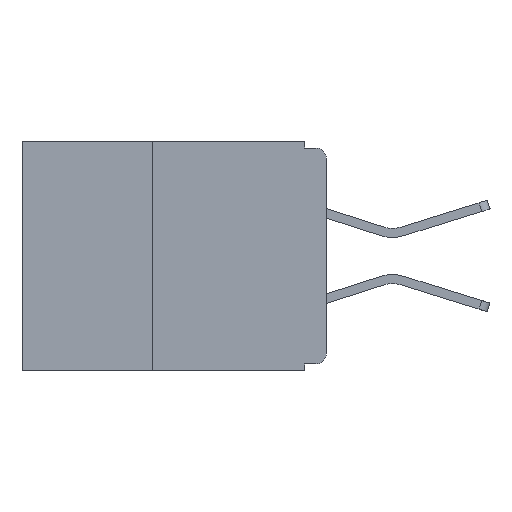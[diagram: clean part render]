
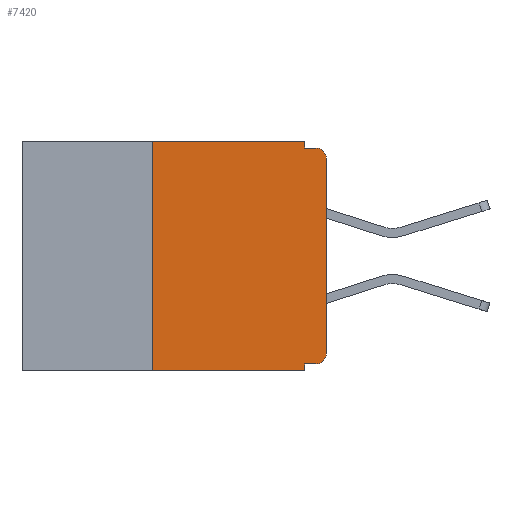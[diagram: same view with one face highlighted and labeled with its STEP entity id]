
A CAD part, left-side view. The second image highlights one B-rep face of the part: STEP entity #7420.
In plain terms, the highlighted planar face has unit normal (-1, 0, 0).
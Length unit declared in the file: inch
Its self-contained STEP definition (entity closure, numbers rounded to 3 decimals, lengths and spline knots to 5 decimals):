
#224 = VECTOR ( 'NONE', #6740, 39.37008 ) ;
#457 = LINE ( 'NONE', #9560, #17644 ) ;
#1007 = CARTESIAN_POINT ( 'NONE',  ( 0., 0.015, -0.305 ) ) ;
#1199 = DIRECTION ( 'NONE',  ( -1., 0., 0. ) ) ;
#1241 = AXIS2_PLACEMENT_3D ( 'NONE', #10975, #1199, #12559 ) ;
#1265 = EDGE_LOOP ( 'NONE', ( #11762, #20156, #12744, #4663, #6169, #19445, #11517, #20411, #16733, #5930 ) ) ;
#1296 = VERTEX_POINT ( 'NONE', #17639 ) ;
#1299 = VERTEX_POINT ( 'NONE', #3993 ) ;
#1645 = CIRCLE ( 'NONE', #12320, 0.015 ) ;
#2385 = LINE ( 'NONE', #20691, #19489 ) ;
#2551 = FACE_OUTER_BOUND ( 'NONE', #1265, .T. ) ;
#2648 = DIRECTION ( 'NONE',  ( 0., 0., -1. ) ) ;
#3316 = CARTESIAN_POINT ( 'NONE',  ( 0., 0., -0.01 ) ) ;
#3339 = CARTESIAN_POINT ( 'NONE',  ( 0., 0., -0.025 ) ) ;
#3993 = CARTESIAN_POINT ( 'NONE',  ( 0., 0.031, -0.33 ) ) ;
#4484 = CARTESIAN_POINT ( 'NONE',  ( 0., 0.031, 0. ) ) ;
#4577 = DIRECTION ( 'NONE',  ( 1., 0., 0. ) ) ;
#4589 = LINE ( 'NONE', #16353, #224 ) ;
#4663 = ORIENTED_EDGE ( 'NONE', *, *, #4927, .F. ) ;
#4927 = EDGE_CURVE ( 'NONE', #7990, #20554, #12995, .T. ) ;
#4949 = DIRECTION ( 'NONE',  ( 0., 1., 0. ) ) ;
#4996 = CARTESIAN_POINT ( 'NONE',  ( 0., 0.031, -0.32 ) ) ;
#5063 = LINE ( 'NONE', #11393, #13109 ) ;
#5125 = CARTESIAN_POINT ( 'NONE',  ( 0., 0.031, -0.33 ) ) ;
#5703 = VERTEX_POINT ( 'NONE', #11672 ) ;
#5722 = VERTEX_POINT ( 'NONE', #18052 ) ;
#5930 = ORIENTED_EDGE ( 'NONE', *, *, #16750, .T. ) ;
#6169 = ORIENTED_EDGE ( 'NONE', *, *, #17354, .F. ) ;
#6251 = CARTESIAN_POINT ( 'NONE',  ( 0., 0.25, -0.33 ) ) ;
#6272 = VERTEX_POINT ( 'NONE', #4996 ) ;
#6712 = AXIS2_PLACEMENT_3D ( 'NONE', #12633, #4577, #15813 ) ;
#6740 = DIRECTION ( 'NONE',  ( 0., 0., 1. ) ) ;
#7208 = CARTESIAN_POINT ( 'NONE',  ( 0., 0., -0.305 ) ) ;
#7380 = EDGE_CURVE ( 'NONE', #7481, #5703, #15939, .T. ) ;
#7420 = ADVANCED_FACE ( 'NONE', ( #2551 ), #18957, .F. ) ;
#7481 = VERTEX_POINT ( 'NONE', #3339 ) ;
#7747 = VERTEX_POINT ( 'NONE', #7208 ) ;
#7990 = VERTEX_POINT ( 'NONE', #4484 ) ;
#8031 = VERTEX_POINT ( 'NONE', #6251 ) ;
#8217 = EDGE_CURVE ( 'NONE', #8031, #1296, #4589, .T. ) ;
#8787 = VECTOR ( 'NONE', #9359, 39.37008 ) ;
#9359 = DIRECTION ( 'NONE',  ( 0., 0., -1. ) ) ;
#9560 = CARTESIAN_POINT ( 'NONE',  ( 0., 0., 0. ) ) ;
#9585 = EDGE_CURVE ( 'NONE', #5722, #6272, #5063, .T. ) ;
#10013 = DIRECTION ( 'NONE',  ( 0., 0., -1. ) ) ;
#10116 = EDGE_CURVE ( 'NONE', #20554, #5703, #15110, .T. ) ;
#10975 = CARTESIAN_POINT ( 'NONE',  ( 0., 0.015, -0.025 ) ) ;
#11052 = CARTESIAN_POINT ( 'NONE',  ( 0., 0.031, 0. ) ) ;
#11164 = VECTOR ( 'NONE', #10013, 39.37008 ) ;
#11244 = DIRECTION ( 'NONE',  ( 0., -1., 0. ) ) ;
#11393 = CARTESIAN_POINT ( 'NONE',  ( 0., 0., -0.32 ) ) ;
#11405 = VECTOR ( 'NONE', #13023, 39.37008 ) ;
#11517 = ORIENTED_EDGE ( 'NONE', *, *, #14731, .T. ) ;
#11672 = CARTESIAN_POINT ( 'NONE',  ( 0., 0.015, -0.01 ) ) ;
#11762 = ORIENTED_EDGE ( 'NONE', *, *, #19748, .T. ) ;
#12320 = AXIS2_PLACEMENT_3D ( 'NONE', #1007, #12382, #2648 ) ;
#12382 = DIRECTION ( 'NONE',  ( -1., 0., 0. ) ) ;
#12559 = DIRECTION ( 'NONE',  ( 0., 0., -1. ) ) ;
#12633 = CARTESIAN_POINT ( 'NONE',  ( 0., 0.437, 0. ) ) ;
#12744 = ORIENTED_EDGE ( 'NONE', *, *, #10116, .F. ) ;
#12995 = LINE ( 'NONE', #11052, #8787 ) ;
#13023 = DIRECTION ( 'NONE',  ( 0., -1., 0. ) ) ;
#13109 = VECTOR ( 'NONE', #4949, 39.37008 ) ;
#13760 = DIRECTION ( 'NONE',  ( 0., -1., 0. ) ) ;
#14080 = VECTOR ( 'NONE', #13760, 39.37008 ) ;
#14731 = EDGE_CURVE ( 'NONE', #8031, #1299, #18352, .T. ) ;
#15110 = LINE ( 'NONE', #3316, #11405 ) ;
#15136 = EDGE_CURVE ( 'NONE', #6272, #1299, #15364, .T. ) ;
#15364 = LINE ( 'NONE', #5125, #11164 ) ;
#15813 = DIRECTION ( 'NONE',  ( 0., 0., -1. ) ) ;
#15939 = CIRCLE ( 'NONE', #1241, 0.015 ) ;
#16353 = CARTESIAN_POINT ( 'NONE',  ( 0., 0.25, -0.33 ) ) ;
#16733 = ORIENTED_EDGE ( 'NONE', *, *, #9585, .F. ) ;
#16750 = EDGE_CURVE ( 'NONE', #5722, #7747, #1645, .T. ) ;
#17158 = CARTESIAN_POINT ( 'NONE',  ( 0., 0.031, -0.01 ) ) ;
#17354 = EDGE_CURVE ( 'NONE', #1296, #7990, #2385, .T. ) ;
#17639 = CARTESIAN_POINT ( 'NONE',  ( 0., 0.25, 0. ) ) ;
#17644 = VECTOR ( 'NONE', #19061, 39.37008 ) ;
#18052 = CARTESIAN_POINT ( 'NONE',  ( 0., 0.015, -0.32 ) ) ;
#18352 = LINE ( 'NONE', #20066, #14080 ) ;
#18957 = PLANE ( 'NONE',  #6712 ) ;
#19061 = DIRECTION ( 'NONE',  ( 0., 0., 1. ) ) ;
#19445 = ORIENTED_EDGE ( 'NONE', *, *, #8217, .F. ) ;
#19489 = VECTOR ( 'NONE', #11244, 39.37008 ) ;
#19748 = EDGE_CURVE ( 'NONE', #7747, #7481, #457, .T. ) ;
#20066 = CARTESIAN_POINT ( 'NONE',  ( 0., 0.437, -0.33 ) ) ;
#20156 = ORIENTED_EDGE ( 'NONE', *, *, #7380, .T. ) ;
#20411 = ORIENTED_EDGE ( 'NONE', *, *, #15136, .F. ) ;
#20554 = VERTEX_POINT ( 'NONE', #17158 ) ;
#20691 = CARTESIAN_POINT ( 'NONE',  ( 0., 0.437, 0. ) ) ;
